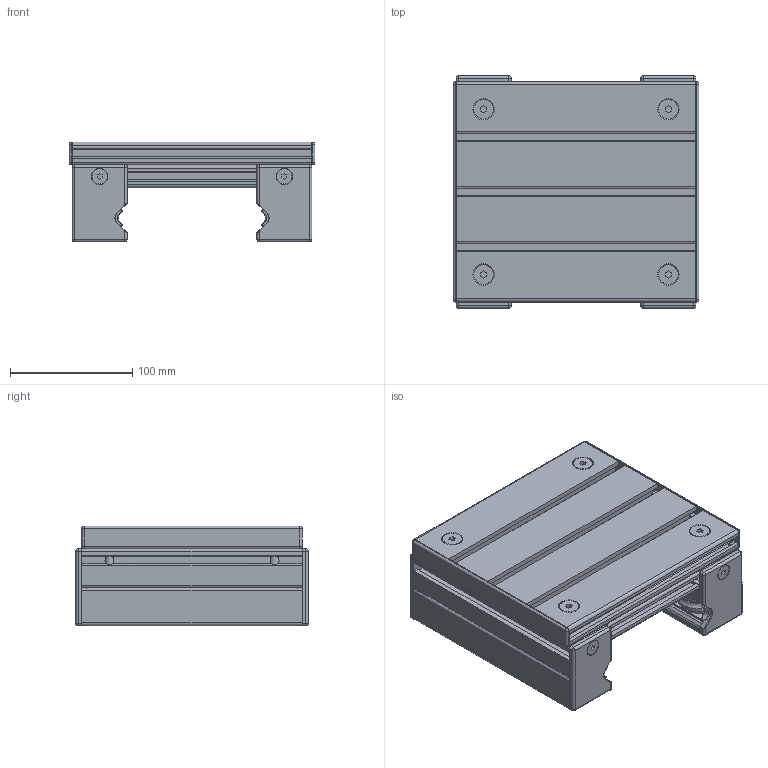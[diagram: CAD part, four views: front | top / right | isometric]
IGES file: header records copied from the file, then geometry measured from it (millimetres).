
Global section: file name: 801890R.stp.ipt; native system: Autodesk Inventor 2014; preprocessor: unknown; author: zeman; date: 20151020.100205; units: millimetre
Bounding box: 201 x 190 x 81.5 mm (x, y, z)
Volume: 875768.3 mm3; surface area: 528806.3 mm2
Topology: 57 solids, 57 shells, 2252 faces, 5692 edges, 3364 vertices
Faces by surface type: plane 1128, cylinder 542, revolution 418, sphere 86, cone 60, bspline 18
Full cylindrical faces by diameter (mm): 8 x16, 11.4 x4, 12 x4, 13 x10, 16 x4, 18 x8, 24 x4, 35 x8
